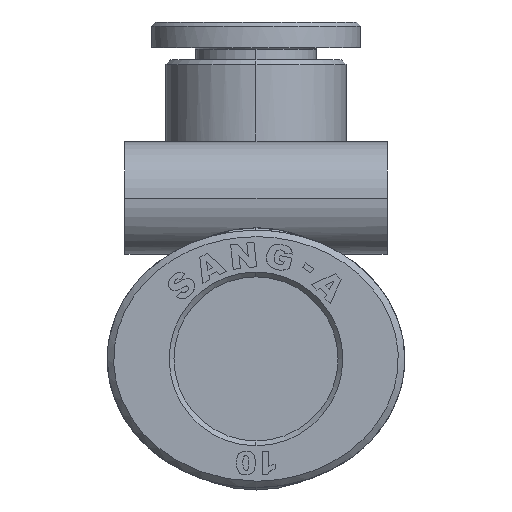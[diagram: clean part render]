
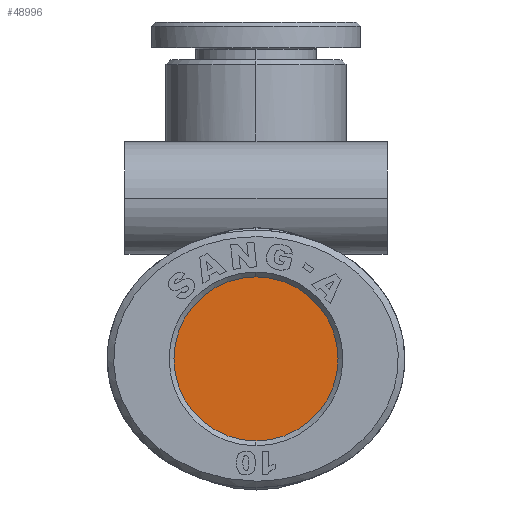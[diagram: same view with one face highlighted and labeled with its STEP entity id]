
A CAD part, left-side view. The second image highlights one B-rep face of the part: STEP entity #48996.
In plain terms, the highlighted planar face has unit normal (-1, 0, 0).
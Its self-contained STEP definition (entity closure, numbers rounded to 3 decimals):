
#1003=CARTESIAN_POINT('',(-4.6,0.0,3.7));
#1004=VERTEX_POINT('',#1003);
#1020=CARTESIAN_POINT('',(-4.6,0.,-6.5));
#1021=VERTEX_POINT('',#1020);
#1028=CARTESIAN_POINT('',(-4.6,0.0,-1.4));
#1029=DIRECTION('',(1.0,0.0,0.0));
#1030=DIRECTION('',(0.0,0.0,1.0));
#1031=AXIS2_PLACEMENT_3D('',#1028,#1029,#1030);
#1032=CIRCLE('',#1031,5.1);
#1033=EDGE_CURVE('',#1021,#1004,#1032,.T.);
#48975=CARTESIAN_POINT('',(-4.6,0.0,-1.4));
#48976=DIRECTION('',(1.0,0.0,0.0));
#48977=DIRECTION('',(0.0,0.0,1.0));
#48978=AXIS2_PLACEMENT_3D('',#48975,#48976,#48977);
#48979=CIRCLE('',#48978,5.1);
#48980=EDGE_CURVE('',#1004,#1021,#48979,.T.);
#48987=CARTESIAN_POINT('',(-4.6,0.0,-1.4));
#48988=DIRECTION('',(1.0,0.0,0.0));
#48989=DIRECTION('',(0.0,0.0,1.0));
#48990=AXIS2_PLACEMENT_3D('',#48987,#48988,#48989);
#48991=PLANE('',#48990);
#48992=ORIENTED_EDGE('',*,*,#48980,.F.);
#48993=ORIENTED_EDGE('',*,*,#1033,.F.);
#48994=EDGE_LOOP('',(#48992,#48993));
#48995=FACE_OUTER_BOUND('',#48994,.T.);
#48996=ADVANCED_FACE('',(#48995),#48991,.F.);
